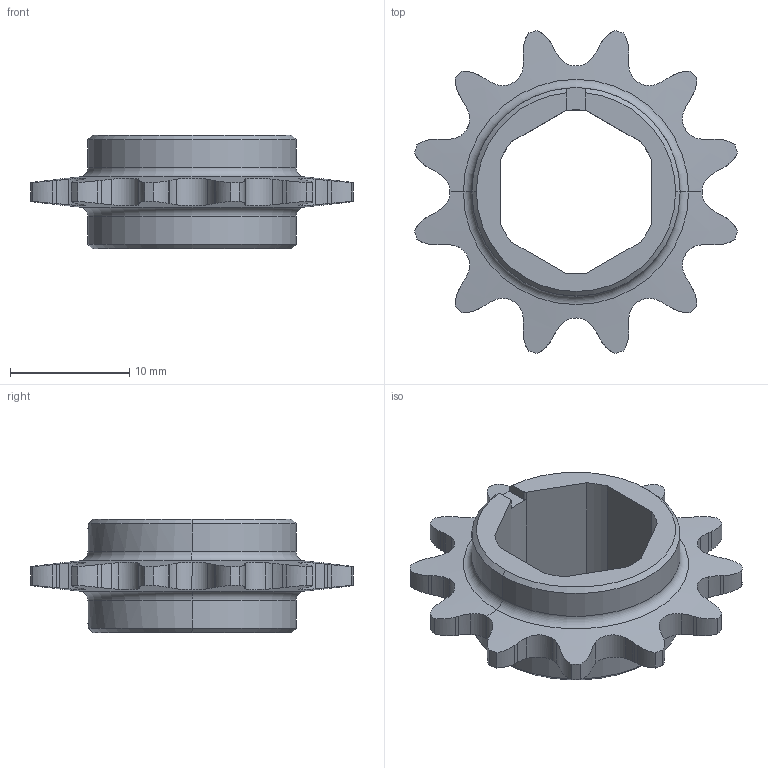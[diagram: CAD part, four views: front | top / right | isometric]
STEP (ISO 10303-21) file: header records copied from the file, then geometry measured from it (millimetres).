
FILE_DESCRIPTION (( 'STEP AP203' ), '1' );
FILE_NAME ('REV-21-2014.STEP', '2024-10-04T20:48:13', ( '' ), ( '' ), 'SwSTEP 2.0', 'SolidWorks 2022', '' );
FILE_SCHEMA (( 'CONFIG_CONTROL_DESIGN' ));
Length unit declared in the file: inch
Products named in the file (1): REV-21-2014
Bounding box: 27.07 x 27.07 x 9.53 mm (x, y, z)
Volume: 1458.7 mm3; surface area: 1599.8 mm2
Topology: 1 solids, 1 shells, 147 faces, 423 edges, 276 vertices
Faces by surface type: cylinder 95, plane 38, cone 10, torus 4
Entity records: 5358 total; most frequent: CARTESIAN_POINT 1743, ORIENTED_EDGE 846, DIRECTION 597, EDGE_CURVE 423, VERTEX_POINT 276, AXIS2_PLACEMENT_3D 218, B_SPLINE_CURVE_WITH_KNOTS 192, LINE 161
